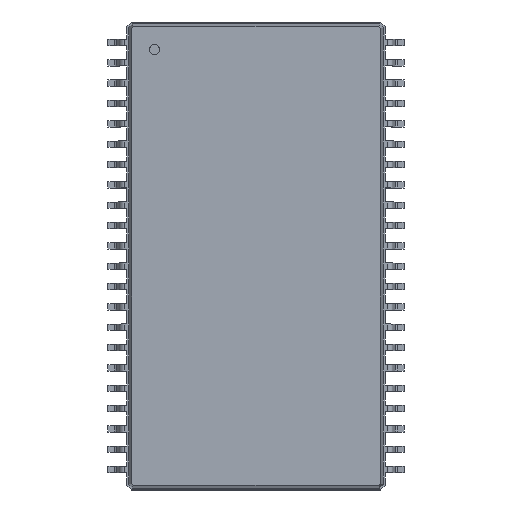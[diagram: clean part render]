
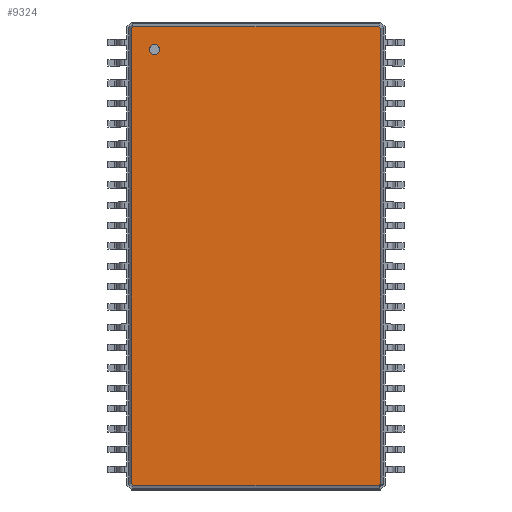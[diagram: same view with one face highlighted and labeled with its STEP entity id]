
A CAD part, top view. The second image highlights one B-rep face of the part: STEP entity #9324.
In plain terms, the highlighted planar face has unit normal (0, 0, 1).
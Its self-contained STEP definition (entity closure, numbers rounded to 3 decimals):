
#13=DIRECTION('',(0.,0.,1.));
#27=VECTOR('',#28,1.);
#28=DIRECTION('',(1.,0.,0.));
#51=VECTOR('',#52,1.);
#52=DIRECTION('',(0.707,-0.707,0.));
#58=VECTOR('',#59,1.);
#59=DIRECTION('',(0.,-1.,0.));
#65=VECTOR('',#66,1.);
#66=DIRECTION('',(-0.707,-0.707,0.));
#72=VECTOR('',#73,1.);
#73=DIRECTION('',(-1.,0.,0.));
#79=VECTOR('',#80,1.);
#80=DIRECTION('',(-0.707,0.707,0.));
#86=VECTOR('',#87,1.);
#87=DIRECTION('',(0.,1.,0.));
#91=VECTOR('',#92,1.);
#92=DIRECTION('',(0.707,0.707,0.));
#2629=VERTEX_POINT('',#2630);
#2630=CARTESIAN_POINT('',(-4.894,8.937,1.6));
#2632=ORIENTED_EDGE('',*,*,#2633,.F.);
#2633=EDGE_CURVE('',#2634,#2629,#2636,.T.);
#2634=VERTEX_POINT('',#2635);
#2635=CARTESIAN_POINT('',(-4.894,-8.937,1.6));
#2636=LINE('',#2635,#86);
#2647=VERTEX_POINT('',#2648);
#2648=CARTESIAN_POINT('',(-4.812,9.019,1.6));
#2650=ORIENTED_EDGE('',*,*,#2651,.F.);
#2651=EDGE_CURVE('',#2629,#2647,#2652,.T.);
#2652=LINE('',#2630,#91);
#2661=VERTEX_POINT('',#2662);
#2662=CARTESIAN_POINT('',(4.812,9.019,1.6));
#2664=ORIENTED_EDGE('',*,*,#2665,.F.);
#2665=EDGE_CURVE('',#2647,#2661,#2666,.T.);
#2666=LINE('',#2648,#27);
#2675=VERTEX_POINT('',#2676);
#2676=CARTESIAN_POINT('',(4.894,8.937,1.6));
#2678=ORIENTED_EDGE('',*,*,#2679,.F.);
#2679=EDGE_CURVE('',#2661,#2675,#2680,.T.);
#2680=LINE('',#2662,#51);
#2865=VERTEX_POINT('',#2866);
#2866=CARTESIAN_POINT('',(4.894,-8.937,1.6));
#2868=ORIENTED_EDGE('',*,*,#2869,.F.);
#2869=EDGE_CURVE('',#2675,#2865,#2870,.T.);
#2870=LINE('',#2676,#58);
#9324=ADVANCED_FACE('',(#9325,#9340),#9350,.T.);
#9325=FACE_BOUND('',#9326,.T.);
#9326=EDGE_LOOP('',(#2664,#2650,#2632,#9327,#9332,#9337,#2868,#2678));
#9327=ORIENTED_EDGE('',*,*,#9328,.F.);
#9328=EDGE_CURVE('',#9329,#2634,#9331,.T.);
#9329=VERTEX_POINT('',#9330);
#9330=CARTESIAN_POINT('',(-4.812,-9.019,1.6));
#9331=LINE('',#9330,#79);
#9332=ORIENTED_EDGE('',*,*,#9333,.F.);
#9333=EDGE_CURVE('',#9334,#9329,#9336,.T.);
#9334=VERTEX_POINT('',#9335);
#9335=CARTESIAN_POINT('',(4.812,-9.019,1.6));
#9336=LINE('',#9335,#72);
#9337=ORIENTED_EDGE('',*,*,#9338,.F.);
#9338=EDGE_CURVE('',#2865,#9334,#9339,.T.);
#9339=LINE('',#2866,#65);
#9340=FACE_BOUND('',#9341,.T.);
#9341=EDGE_LOOP('',(#9342));
#9342=ORIENTED_EDGE('',*,*,#9343,.T.);
#9343=EDGE_CURVE('',#9344,#9344,#9346,.T.);
#9344=VERTEX_POINT('',#9345);
#9345=CARTESIAN_POINT('',(-3.994,7.919,1.6));
#9346=CIRCLE('',#9347,0.2);
#9347=AXIS2_PLACEMENT_3D('',#9348,#9349,#59);
#9348=CARTESIAN_POINT('',(-3.994,8.119,1.6));
#9349=DIRECTION('',(0.,-0.,-1.));
#9350=PLANE('',#9351);
#9351=AXIS2_PLACEMENT_3D('',#2648,#13,#9352);
#9352=DIRECTION('',(0.471,-0.882,0.));
